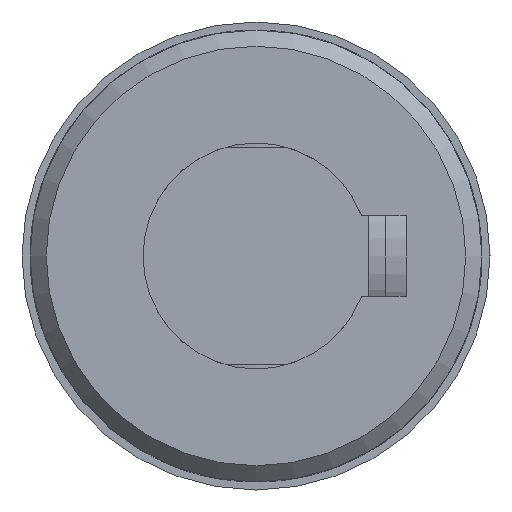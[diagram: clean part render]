
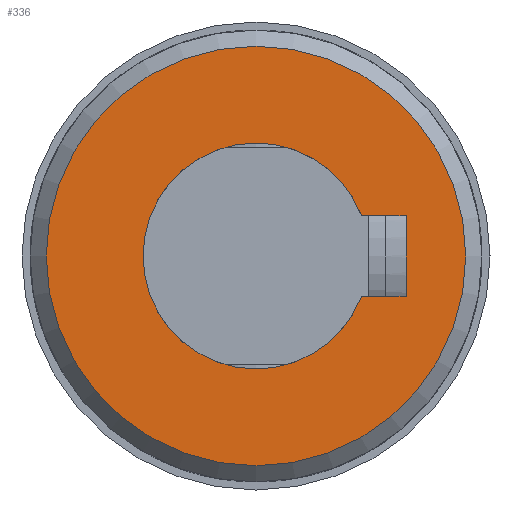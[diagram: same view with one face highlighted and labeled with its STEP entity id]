
A CAD part, left-side view. The second image highlights one B-rep face of the part: STEP entity #336.
In plain terms, the highlighted planar face has unit normal (-1, 0, 0).
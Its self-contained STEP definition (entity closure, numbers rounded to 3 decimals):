
#336 = ADVANCED_FACE( '', ( #757, #758 ), #759, .T. );
#757 = FACE_BOUND( '', #1339, .T. );
#758 = FACE_OUTER_BOUND( '', #1340, .T. );
#759 = PLANE( '', #1341 );
#1339 = EDGE_LOOP( '', ( #1998, #1999, #2000, #2001 ) );
#1340 = EDGE_LOOP( '', ( #2002 ) );
#1341 = AXIS2_PLACEMENT_3D( '', #2003, #2004, #2005 );
#1998 = ORIENTED_EDGE( '', *, *, #3380, .T. );
#1999 = ORIENTED_EDGE( '', *, *, #3448, .T. );
#2000 = ORIENTED_EDGE( '', *, *, #3449, .T. );
#2001 = ORIENTED_EDGE( '', *, *, #3415, .T. );
#2002 = ORIENTED_EDGE( '', *, *, #3450, .F. );
#2003 = CARTESIAN_POINT( '', ( 0., 13., 0. ) );
#2004 = DIRECTION( '', ( -1., 0., 0. ) );
#2005 = DIRECTION( '', ( 0., 0., 1. ) );
#3380 = EDGE_CURVE( '', #3978, #3976, #3979, .T. );
#3415 = EDGE_CURVE( '', #4038, #3978, #4039, .T. );
#3448 = EDGE_CURVE( '', #3976, #4094, #4095, .T. );
#3449 = EDGE_CURVE( '', #4094, #4038, #4096, .T. );
#3450 = EDGE_CURVE( '', #4097, #4097, #4098, .T. );
#3976 = VERTEX_POINT( '', #4850 );
#3978 = VERTEX_POINT( '', #4853 );
#3979 = LINE( '', #4854, #4855 );
#4038 = VERTEX_POINT( '', #4980 );
#4039 = LINE( '', #4981, #4982 );
#4094 = VERTEX_POINT( '', #5058 );
#4095 = CIRCLE( '', #5059, 7. );
#4096 = LINE( '', #5060, #5061 );
#4097 = VERTEX_POINT( '', #5062 );
#4098 = CIRCLE( '', #5063, 13. );
#4850 = CARTESIAN_POINT( '', ( 0., 2.5, -6.538 ) );
#4853 = CARTESIAN_POINT( '', ( 0., 2.5, -9.3 ) );
#4854 = CARTESIAN_POINT( '', ( 0., 2.5, -9.3 ) );
#4855 = VECTOR( '', #6877, 1000. );
#4980 = CARTESIAN_POINT( '', ( 0., -2.5, -9.3 ) );
#4981 = CARTESIAN_POINT( '', ( 0., -2.5, -9.3 ) );
#4982 = VECTOR( '', #6921, 1000. );
#5058 = CARTESIAN_POINT( '', ( 0., -2.5, -6.538 ) );
#5059 = AXIS2_PLACEMENT_3D( '', #6955, #6956, #6957 );
#5060 = CARTESIAN_POINT( '', ( 0., -2.5, 0. ) );
#5061 = VECTOR( '', #6958, 1000. );
#5062 = CARTESIAN_POINT( '', ( 0., 0., -13. ) );
#5063 = AXIS2_PLACEMENT_3D( '', #6959, #6960, #6961 );
#6877 = DIRECTION( '', ( 0., 0., 1. ) );
#6921 = DIRECTION( '', ( 0., 1., 0. ) );
#6955 = CARTESIAN_POINT( '', ( 0., 0., 0. ) );
#6956 = DIRECTION( '', ( 1., 0., 0. ) );
#6957 = DIRECTION( '', ( 0., 0., -1. ) );
#6958 = DIRECTION( '', ( 0., 0., -1. ) );
#6959 = CARTESIAN_POINT( '', ( 0., 0., 0. ) );
#6960 = DIRECTION( '', ( 1., 0., 0. ) );
#6961 = DIRECTION( '', ( 0., 0., -1. ) );
